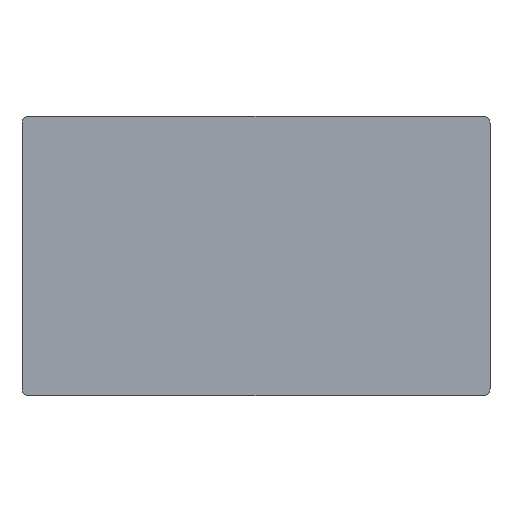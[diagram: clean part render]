
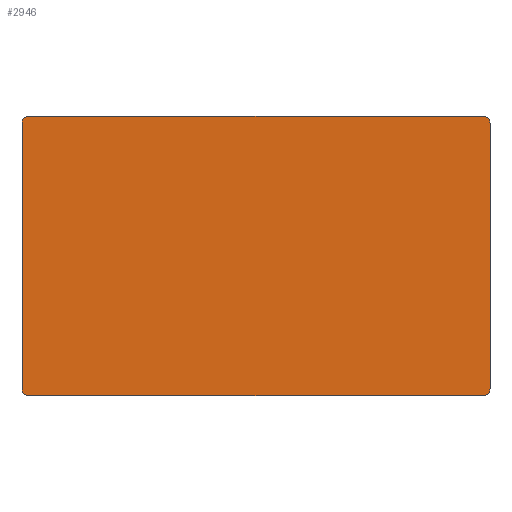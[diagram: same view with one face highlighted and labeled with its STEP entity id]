
A CAD part, front view. The second image highlights one B-rep face of the part: STEP entity #2946.
In plain terms, the highlighted planar face has unit normal (0, -1, 0).
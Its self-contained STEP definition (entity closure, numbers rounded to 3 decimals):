
#72=LINE('',#3933,#270);
#115=LINE('',#4048,#313);
#141=LINE('',#4112,#339);
#145=LINE('',#4128,#343);
#270=VECTOR('',#3302,1000.);
#313=VECTOR('',#3383,1000.);
#339=VECTOR('',#3425,1000.);
#343=VECTOR('',#3441,1000.);
#602=ORIENTED_EDGE('',*,*,#1042,.F.);
#603=ORIENTED_EDGE('',*,*,#1142,.F.);
#604=ORIENTED_EDGE('',*,*,#1139,.F.);
#605=ORIENTED_EDGE('',*,*,#1134,.F.);
#606=ORIENTED_EDGE('',*,*,#1131,.F.);
#607=ORIENTED_EDGE('',*,*,#1102,.F.);
#608=ORIENTED_EDGE('',*,*,#1099,.F.);
#609=ORIENTED_EDGE('',*,*,#1095,.F.);
#1042=EDGE_CURVE('',#1326,#1327,#72,.T.);
#1095=EDGE_CURVE('',#1327,#1376,#1534,.T.);
#1099=EDGE_CURVE('',#1376,#1379,#115,.T.);
#1102=EDGE_CURVE('',#1379,#1381,#1537,.T.);
#1131=EDGE_CURVE('',#1381,#1409,#141,.T.);
#1134=EDGE_CURVE('',#1409,#1411,#1543,.T.);
#1139=EDGE_CURVE('',#1411,#1415,#145,.T.);
#1142=EDGE_CURVE('',#1415,#1326,#1547,.T.);
#1326=VERTEX_POINT('',#3934);
#1327=VERTEX_POINT('',#3935);
#1376=VERTEX_POINT('',#4041);
#1379=VERTEX_POINT('',#4049);
#1381=VERTEX_POINT('',#4055);
#1409=VERTEX_POINT('',#4113);
#1411=VERTEX_POINT('',#4119);
#1415=VERTEX_POINT('',#4129);
#1534=CIRCLE('',#3089,1.);
#1537=CIRCLE('',#3094,1.);
#1543=CIRCLE('',#3102,1.);
#1547=CIRCLE('',#3108,1.);
#1629=EDGE_LOOP('',(#602,#603,#604,#605,#606,#607,#608,#609));
#1805=FACE_BOUND('',#1629,.T.);
#1963=PLANE('',#3114);
#2946=ADVANCED_FACE('',(#1805),#1963,.F.);
#3089=AXIS2_PLACEMENT_3D('',#4040,#3374,#3375);
#3094=AXIS2_PLACEMENT_3D('',#4054,#3388,#3389);
#3102=AXIS2_PLACEMENT_3D('',#4118,#3430,#3431);
#3108=AXIS2_PLACEMENT_3D('',#4133,#3446,#3447);
#3114=AXIS2_PLACEMENT_3D('',#4142,#3459,#3460);
#3302=DIRECTION('',(0.,0.,1.));
#3374=DIRECTION('',(0.,1.,0.));
#3375=DIRECTION('',(1.,0.,0.));
#3383=DIRECTION('',(1.,0.,0.));
#3388=DIRECTION('',(0.,1.,0.));
#3389=DIRECTION('',(1.,0.,0.));
#3425=DIRECTION('',(0.,0.,-1.));
#3430=DIRECTION('',(0.,1.,0.));
#3431=DIRECTION('',(1.,0.,0.));
#3441=DIRECTION('',(-1.,0.,0.));
#3446=DIRECTION('',(0.,1.,0.));
#3447=DIRECTION('',(1.,0.,0.));
#3459=DIRECTION('',(0.,1.,0.));
#3460=DIRECTION('',(0.,0.,1.));
#3933=CARTESIAN_POINT('',(-33.5,0.,-19.));
#3934=CARTESIAN_POINT('',(-33.5,0.,-19.));
#3935=CARTESIAN_POINT('',(-33.5,0.,19.));
#4040=CARTESIAN_POINT('',(-32.5,0.,19.));
#4041=CARTESIAN_POINT('',(-32.5,0.,20.));
#4048=CARTESIAN_POINT('',(-32.5,0.,20.));
#4049=CARTESIAN_POINT('',(32.5,0.,20.));
#4054=CARTESIAN_POINT('',(32.5,0.,19.));
#4055=CARTESIAN_POINT('',(33.5,0.,19.));
#4112=CARTESIAN_POINT('',(33.5,0.,19.));
#4113=CARTESIAN_POINT('',(33.5,0.,-19.));
#4118=CARTESIAN_POINT('',(32.5,0.,-19.));
#4119=CARTESIAN_POINT('',(32.5,0.,-20.));
#4128=CARTESIAN_POINT('',(32.5,0.,-20.));
#4129=CARTESIAN_POINT('',(-32.5,0.,-20.));
#4133=CARTESIAN_POINT('',(-32.5,0.,-19.));
#4142=CARTESIAN_POINT('',(-32.5,0.,19.));
